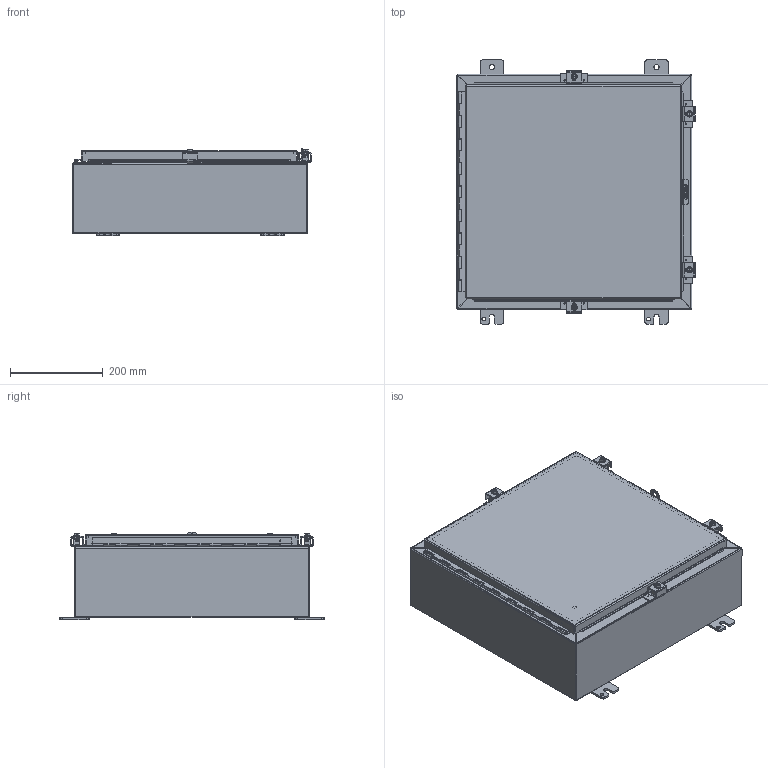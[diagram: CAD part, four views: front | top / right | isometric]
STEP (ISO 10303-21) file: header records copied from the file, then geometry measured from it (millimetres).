
FILE_DESCRIPTION (( 'STEP AP214' ), '1' );
FILE_NAME ('N4202006.STEP', '2016-02-04T12:37:36', ( '' ), ( '' ), 'SwSTEP 2.0', 'SolidWorks 2014', '' );
FILE_SCHEMA (( 'AUTOMOTIVE_DESIGN' ));
Length unit declared in the file: inch
Products named in the file (19): HFW30825-3_1; HFW30825-2_1; 30824-1_1; 388116_1; 328104_1; 328104P-1_1; 328104L_1; 328104T_1; N42020LID_1; 38846_1; 18x18_1; 32911_1; N4202006BKP_1; 38420_1; 34840_1; N4202006; 30817_1; 30824_1; HFW30825-4_1
Assembly tree (30 placements, depth 3):
  N4202006
    34840_1  x4
    38420_1
    N4202006BKP_1
    32911_1
    18x18_1
    38846_1
    N42020LID_1
    328104_1
      328104T_1
      328104L_1
      328104P-1_1
    388116_1  x4
    30824_1  x4
      30824-1_1
      HFW30825-2_1
      HFW30825-3_1
      HFW30825-4_1
    30817_1  x4
Bounding box: 515.89 x 571.5 x 188.22 mm (x, y, z)
Volume: 2006129.8 mm3; surface area: 2045087.7 mm2
Topology: 37 solids, 37 shells, 1614 faces, 4109 edges, 2636 vertices
Faces by surface type: cylinder 724, plane 633, bspline 135, torus 70, cone 28, sphere 24
Entity records: 43052 total; most frequent: CARTESIAN_POINT 11188, DIRECTION 4944, ORIENTED_EDGE 4780, EDGE_CURVE 2390, AXIS2_PLACEMENT_3D 1800, VERTEX_POINT 1526, VECTOR 1344, LINE 1344
